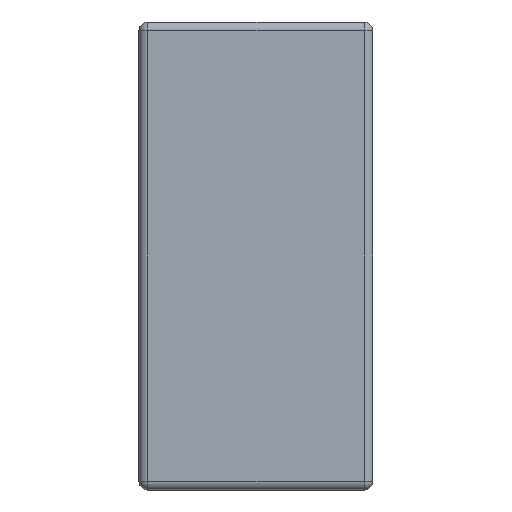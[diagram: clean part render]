
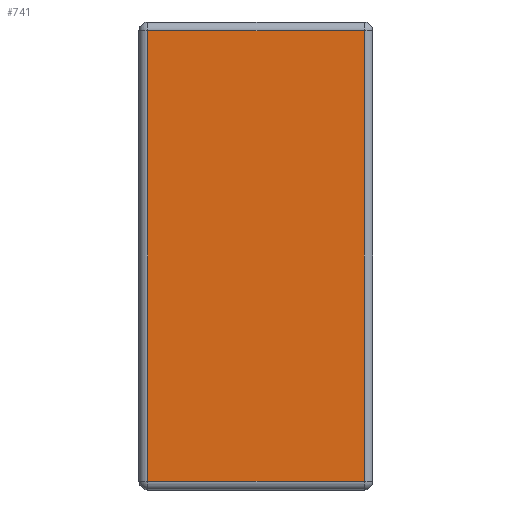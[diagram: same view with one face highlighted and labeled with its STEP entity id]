
A CAD part, left-side view. The second image highlights one B-rep face of the part: STEP entity #741.
In plain terms, the highlighted planar face has unit normal (-1, 0, 0).
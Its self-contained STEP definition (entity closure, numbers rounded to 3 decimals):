
#64 = PLANE ( 'NONE',  #749 ) ;
#165 = DIRECTION ( 'NONE',  ( 0., 0., -1. ) ) ;
#191 = FACE_OUTER_BOUND ( 'NONE', #1395, .T. ) ;
#210 = EDGE_CURVE ( 'NONE', #908, #283, #566, .T. ) ;
#283 = VERTEX_POINT ( 'NONE', #1558 ) ;
#358 = CARTESIAN_POINT ( 'NONE',  ( -1.6, 0.8, -0.77 ) ) ;
#387 = DIRECTION ( 'NONE',  ( 0., -1., 0. ) ) ;
#405 = ORIENTED_EDGE ( 'NONE', *, *, #1393, .T. ) ;
#418 = ORIENTED_EDGE ( 'NONE', *, *, #997, .T. ) ;
#468 = CARTESIAN_POINT ( 'NONE',  ( -1.6, 0.03, -0.77 ) ) ;
#473 = VERTEX_POINT ( 'NONE', #554 ) ;
#554 = CARTESIAN_POINT ( 'NONE',  ( -1.6, 0.77, 0.77 ) ) ;
#566 = LINE ( 'NONE', #903, #1294 ) ;
#588 = ORIENTED_EDGE ( 'NONE', *, *, #1179, .T. ) ;
#741 = ADVANCED_FACE ( 'NONE', ( #191 ), #64, .F. ) ;
#749 = AXIS2_PLACEMENT_3D ( 'NONE', #1044, #1503, #165 ) ;
#758 = DIRECTION ( 'NONE',  ( 0., 0., 1. ) ) ;
#778 = CARTESIAN_POINT ( 'NONE',  ( -1.6, 0.77, 0.8 ) ) ;
#903 = CARTESIAN_POINT ( 'NONE',  ( -1.6, 0.03, 0.8 ) ) ;
#908 = VERTEX_POINT ( 'NONE', #468 ) ;
#997 = EDGE_CURVE ( 'NONE', #283, #473, #1746, .T. ) ;
#1044 = CARTESIAN_POINT ( 'NONE',  ( -1.6, 0.8, 0.8 ) ) ;
#1179 = EDGE_CURVE ( 'NONE', #1368, #908, #1802, .T. ) ;
#1294 = VECTOR ( 'NONE', #758, 1000. ) ;
#1347 = VECTOR ( 'NONE', #1470, 1000. ) ;
#1368 = VERTEX_POINT ( 'NONE', #1495 ) ;
#1390 = LINE ( 'NONE', #778, #1743 ) ;
#1393 = EDGE_CURVE ( 'NONE', #473, #1368, #1390, .T. ) ;
#1395 = EDGE_LOOP ( 'NONE', ( #405, #588, #1499, #418 ) ) ;
#1470 = DIRECTION ( 'NONE',  ( 0., 1., 0. ) ) ;
#1495 = CARTESIAN_POINT ( 'NONE',  ( -1.6, 0.77, -0.77 ) ) ;
#1499 = ORIENTED_EDGE ( 'NONE', *, *, #210, .T. ) ;
#1503 = DIRECTION ( 'NONE',  ( 1., 0., 0. ) ) ;
#1558 = CARTESIAN_POINT ( 'NONE',  ( -1.6, 0.03, 0.77 ) ) ;
#1669 = CARTESIAN_POINT ( 'NONE',  ( -1.6, 0.8, 0.77 ) ) ;
#1680 = DIRECTION ( 'NONE',  ( 0., 0., -1. ) ) ;
#1743 = VECTOR ( 'NONE', #1680, 1000. ) ;
#1746 = LINE ( 'NONE', #1669, #1347 ) ;
#1802 = LINE ( 'NONE', #358, #1863 ) ;
#1863 = VECTOR ( 'NONE', #387, 1000. ) ;
